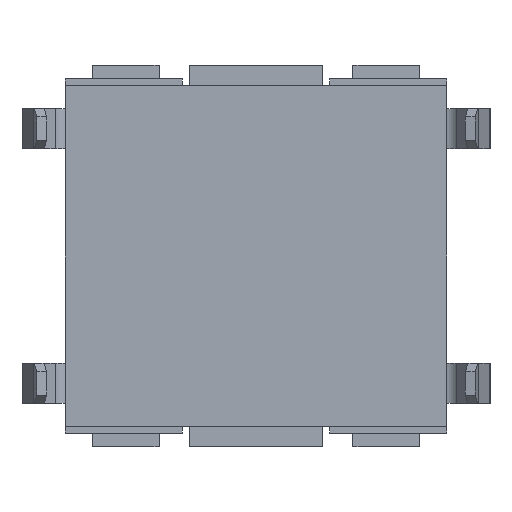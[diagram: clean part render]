
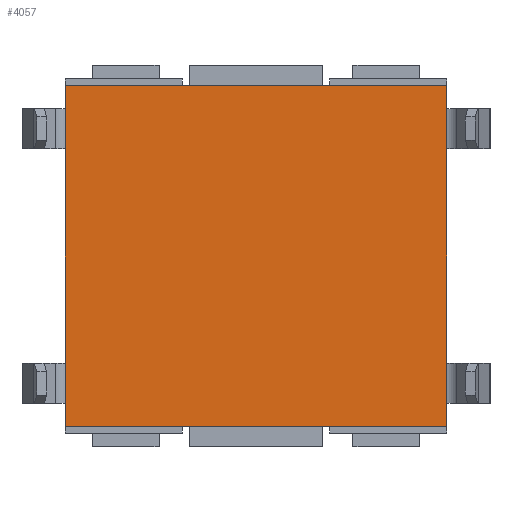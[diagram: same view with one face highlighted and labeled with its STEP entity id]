
A CAD part, front view. The second image highlights one B-rep face of the part: STEP entity #4057.
In plain terms, the highlighted planar face has unit normal (0, -1, 0).
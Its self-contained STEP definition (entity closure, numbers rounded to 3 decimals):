
#1 = EDGE_CURVE ( 'NONE', #3, #7, #662, .T. ) ;
#3 = VERTEX_POINT ( 'NONE', #658 ) ;
#7 = VERTEX_POINT ( 'NONE', #717 ) ;
#658 = CARTESIAN_POINT ( 'NONE',  ( 5.7, 0., 5.1 ) ) ;
#659 = DIRECTION ( 'NONE',  ( 0., 0., -1. ) ) ;
#660 = VECTOR ( 'NONE', #659, 1000. ) ;
#661 = CARTESIAN_POINT ( 'NONE',  ( 5.7, 0., 0. ) ) ;
#662 = LINE ( 'NONE', #661, #660 ) ;
#717 = CARTESIAN_POINT ( 'NONE',  ( 5.7, 0., -5.1 ) ) ;
#1349 = VERTEX_POINT ( 'NONE', #2760 ) ;
#1370 = EDGE_CURVE ( 'NONE', #1349, #2904, #2844, .T. ) ;
#2760 = CARTESIAN_POINT ( 'NONE',  ( -5.7, 0., -5.1 ) ) ;
#2841 = DIRECTION ( 'NONE',  ( 0., 0., 1. ) ) ;
#2842 = VECTOR ( 'NONE', #2841, 1000. ) ;
#2843 = CARTESIAN_POINT ( 'NONE',  ( -5.7, 0., 0. ) ) ;
#2844 = LINE ( 'NONE', #2843, #2842 ) ;
#2904 = VERTEX_POINT ( 'NONE', #2968 ) ;
#2968 = CARTESIAN_POINT ( 'NONE',  ( -5.7, 0., 5.1 ) ) ;
#3002 = LINE ( 'NONE', #3064, #3063 ) ;
#3047 = DIRECTION ( 'NONE',  ( 1., 0., 0. ) ) ;
#3048 = VECTOR ( 'NONE', #3047, 1000. ) ;
#3049 = CARTESIAN_POINT ( 'NONE',  ( 5.7, 0., 5.1 ) ) ;
#3050 = LINE ( 'NONE', #3049, #3048 ) ;
#3062 = DIRECTION ( 'NONE',  ( 1., 0., 0. ) ) ;
#3063 = VECTOR ( 'NONE', #3062, 1000. ) ;
#3064 = CARTESIAN_POINT ( 'NONE',  ( -5.7, 0., -5.1 ) ) ;
#3194 = DIRECTION ( 'NONE',  ( 0., 0., -1. ) ) ;
#3195 = DIRECTION ( 'NONE',  ( 0., -1., 0. ) ) ;
#3196 = CARTESIAN_POINT ( 'NONE',  ( 5.7, 0., 5.1 ) ) ;
#3198 = AXIS2_PLACEMENT_3D ( 'NONE', #3196, #3195, #3194 ) ;
#3199 = PLANE ( 'NONE',  #3198 ) ;
#3200 = FACE_OUTER_BOUND ( 'NONE', #4058, .T. ) ;
#3954 = EDGE_CURVE ( 'NONE', #1349, #7, #3002, .T. ) ;
#3962 = EDGE_CURVE ( 'NONE', #2904, #3, #3050, .T. ) ;
#4057 = ADVANCED_FACE ( 'NONE', ( #3200 ), #3199, .T. ) ;
#4058 = EDGE_LOOP ( 'NONE', ( #4059, #4060, #4061, #4062 ) ) ;
#4059 = ORIENTED_EDGE ( 'NONE', *, *, #3954, .T. ) ;
#4060 = ORIENTED_EDGE ( 'NONE', *, *, #1, .F. ) ;
#4061 = ORIENTED_EDGE ( 'NONE', *, *, #3962, .F. ) ;
#4062 = ORIENTED_EDGE ( 'NONE', *, *, #1370, .F. ) ;
